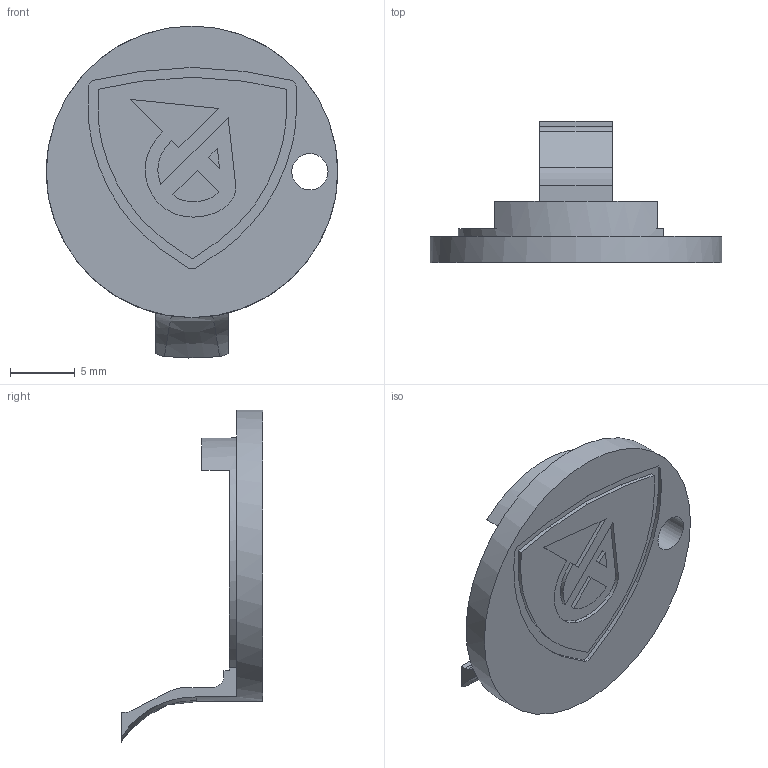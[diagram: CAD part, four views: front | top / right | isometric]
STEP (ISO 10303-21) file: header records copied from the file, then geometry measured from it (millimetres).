
FILE_DESCRIPTION(/* description */ (''),/* implementation_level */ '2;1');
FILE_NAME(/* name */ 'sensor_cover_R3.step',/* time_stamp */ '2024-06-13T12:37:25+02:00',/* author */ (''),/* organization */ (''),/* preprocessor_version */ 'ST-DEVELOPER v20',/* originating_system */ 'Autodesk Translation Framework v13.14.0.145',/* authorisation */ '');
FILE_SCHEMA (('AUTOMOTIVE_DESIGN { 1 0 10303 214 3 1 1 }'));
Length unit declared in the file: millimetre
Products named in the file (1): sensor cover
Bounding box: 22.5 x 10.93 x 25.62 mm (x, y, z)
Volume: 1009.8 mm3; surface area: 1202.1 mm2
Topology: 1 solids, 1 shells, 80 faces, 219 edges, 146 vertices
Faces by surface type: bspline 38, plane 34, cylinder 8
Full cylindrical faces by diameter (mm): 2.8 x1, 22.5 x1
Entity records: 2819 total; most frequent: CARTESIAN_POINT 1052, ORIENTED_EDGE 438, DIRECTION 262, EDGE_CURVE 219, VERTEX_POINT 146, LINE 118, VECTOR 118, EDGE_LOOP 87
